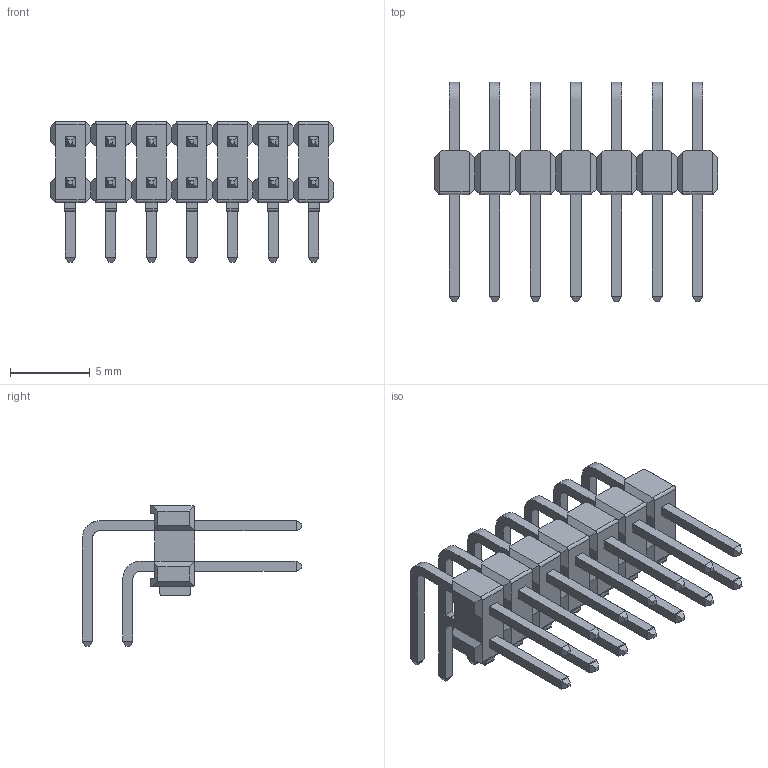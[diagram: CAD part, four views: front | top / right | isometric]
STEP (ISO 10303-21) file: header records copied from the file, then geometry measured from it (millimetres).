
FILE_DESCRIPTION(/* description */ (''),/* implementation_level */ '2;1');
FILE_NAME(/* name */ 'PI9212~1',/* time_stamp */ '2014-06-22T10:15:15+02:00',/* author */ (''),/* organization */ (''),/* preprocessor_version */ 'ST-DEVELOPER v14',/* originating_system */ '',/* authorisation */ '');
FILE_SCHEMA (('AUTOMOTIVE_DESIGN'));
Length unit declared in the file: millimetre
Products named in the file (1): Document
Bounding box: 17.78 x 13.74 x 8.83 mm (x, y, z)
Volume: 297.1 mm3; surface area: 1191.9 mm2
Topology: 21 solids, 21 shells, 560 faces, 1400 edges, 891 vertices
Faces by surface type: plane 469, bspline 91
Entity records: 32310 total; most frequent: CARTESIAN_POINT 12975, B_SPLINE_CURVE_WITH_KNOTS 3822, ORIENTED_EDGE 2786, PCURVE 2786, DEFINITIONAL_REPRESENTATION 2786, SURFACE_CURVE 1393, EDGE_CURVE 1393, VERTEX_POINT 882
